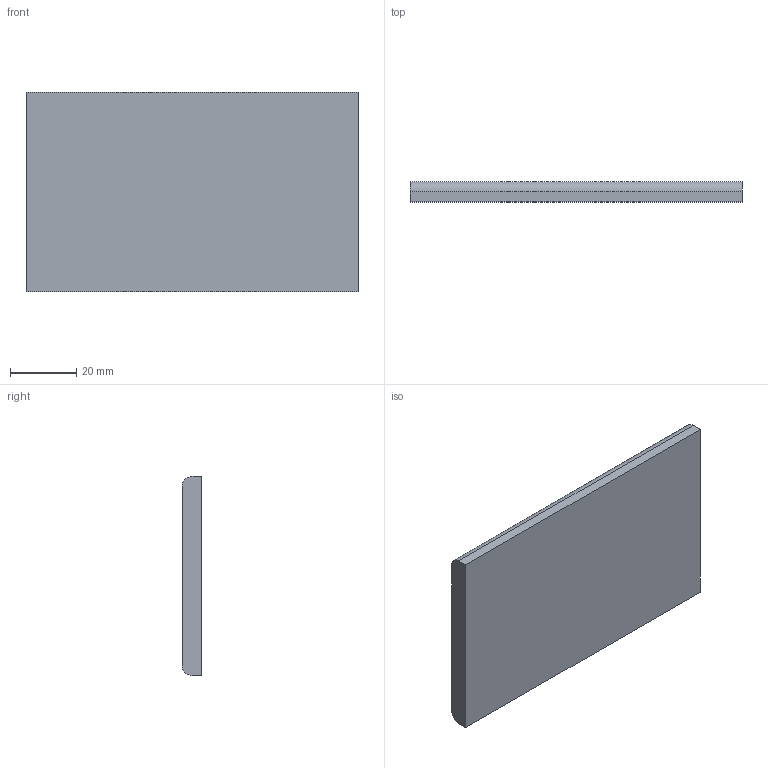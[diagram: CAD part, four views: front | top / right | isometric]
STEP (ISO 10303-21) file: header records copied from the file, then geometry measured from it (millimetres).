
FILE_DESCRIPTION(('STEP AP203'),'1');
FILE_NAME('BASE00E0387.stp','2023-10-02T10:16:19',(' '),(' '),'Spatial InterOp 3D',' ',' ');
FILE_SCHEMA(('CONFIG_CONTROL_DESIGN'));
Length unit declared in the file: millimetre
Products named in the file (1): Profilé M 60x6 E
Bounding box: 100 x 6 x 60 mm (x, y, z)
Volume: 35613.7 mm3; surface area: 13654.8 mm2
Topology: 1 solids, 1 shells, 8 faces, 18 edges, 12 vertices
Faces by surface type: plane 6, cylinder 2
Entity records: 366 total; most frequent: DIRECTION 40, CARTESIAN_POINT 39, ORIENTED_EDGE 36, EDGE_CURVE 18, PROPERTY_DEFINITION_REPRESENTATION 16, GENERAL_PROPERTY_ASSOCIATION 16, PROPERTY_DEFINITION 16, REPRESENTATION 16
